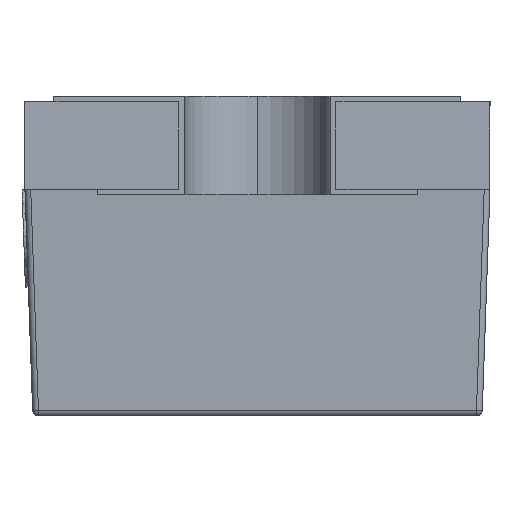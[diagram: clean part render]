
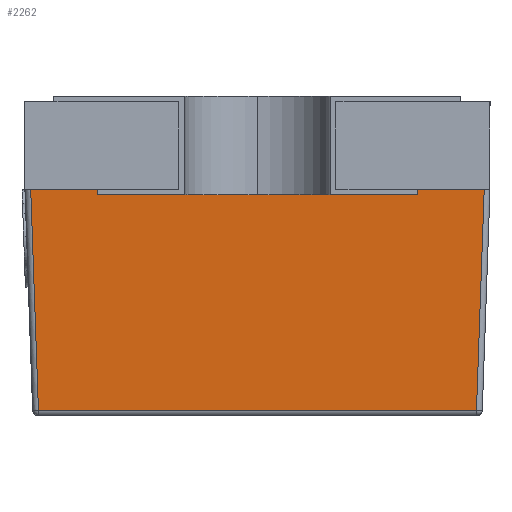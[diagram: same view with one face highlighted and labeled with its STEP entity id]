
A CAD part, left-side view. The second image highlights one B-rep face of the part: STEP entity #2262.
In plain terms, the highlighted planar face has unit normal (-0.999, 0, -0.035).
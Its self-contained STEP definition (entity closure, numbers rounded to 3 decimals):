
#462 = EDGE_CURVE ( 'NONE', #3163, #4276, #2762, .T. ) ;
#480 = CARTESIAN_POINT ( 'NONE',  ( -0.7, 0.77, 0.76 ) ) ;
#737 = CARTESIAN_POINT ( 'NONE',  ( -0.698, 0.768, 0.705 ) ) ;
#793 = EDGE_CURVE ( 'NONE', #1562, #7752, #12907, .T. ) ;
#799 = LINE ( 'NONE', #737, #5687 ) ;
#1290 = VERTEX_POINT ( 'NONE', #11705 ) ;
#1562 = VERTEX_POINT ( 'NONE', #10271 ) ;
#1610 = DIRECTION ( 'NONE',  ( 0.035, 0., -0.999 ) ) ;
#1818 = CARTESIAN_POINT ( 'NONE',  ( -0.7, -0.81, 0.76 ) ) ;
#1931 = CARTESIAN_POINT ( 'NONE',  ( -0.7, -0.79, 0.76 ) ) ;
#1976 = EDGE_CURVE ( 'NONE', #3075, #1562, #799, .T. ) ;
#2262 = ADVANCED_FACE ( 'NONE', ( #3340 ), #13218, .T. ) ;
#2762 = LINE ( 'NONE', #8196, #10831 ) ;
#2892 = LINE ( 'NONE', #5150, #13143 ) ;
#2945 = DIRECTION ( 'NONE',  ( 0.035, -0.035, -0.999 ) ) ;
#3075 = VERTEX_POINT ( 'NONE', #480 ) ;
#3163 = VERTEX_POINT ( 'NONE', #5983 ) ;
#3311 = LINE ( 'NONE', #11969, #8752 ) ;
#3340 = FACE_OUTER_BOUND ( 'NONE', #4161, .T. ) ;
#3636 = ORIENTED_EDGE ( 'NONE', *, *, #8595, .T. ) ;
#4142 = VERTEX_POINT ( 'NONE', #13170 ) ;
#4161 = EDGE_LOOP ( 'NONE', ( #6614, #8862, #5981, #6437, #3636, #7480, #11004, #12159 ) ) ;
#4270 = VECTOR ( 'NONE', #9478, 1000. ) ;
#4276 = VERTEX_POINT ( 'NONE', #6807 ) ;
#4810 = AXIS2_PLACEMENT_3D ( 'NONE', #1818, #13622, #1610 ) ;
#5034 = CARTESIAN_POINT ( 'NONE',  ( -0.673, -0.763, -0.001 ) ) ;
#5150 = CARTESIAN_POINT ( 'NONE',  ( -0.7, -0.79, 0.761 ) ) ;
#5449 = EDGE_CURVE ( 'NONE', #1290, #4142, #9336, .T. ) ;
#5687 = VECTOR ( 'NONE', #2945, 1000. ) ;
#5981 = ORIENTED_EDGE ( 'NONE', *, *, #8231, .T. ) ;
#5983 = CARTESIAN_POINT ( 'NONE',  ( -0.7, -0.43, 0.76 ) ) ;
#5986 = DIRECTION ( 'NONE',  ( -0.035, -0.035, 0.999 ) ) ;
#6437 = ORIENTED_EDGE ( 'NONE', *, *, #462, .T. ) ;
#6539 = DIRECTION ( 'NONE',  ( 0., 1., 0. ) ) ;
#6614 = ORIENTED_EDGE ( 'NONE', *, *, #793, .T. ) ;
#6807 = CARTESIAN_POINT ( 'NONE',  ( -0.699, -0.43, 0.74 ) ) ;
#7272 = LINE ( 'NONE', #10338, #4270 ) ;
#7424 = VERTEX_POINT ( 'NONE', #1931 ) ;
#7480 = ORIENTED_EDGE ( 'NONE', *, *, #5449, .F. ) ;
#7544 = CARTESIAN_POINT ( 'NONE',  ( -0.673, -0.783, -0.001 ) ) ;
#7752 = VERTEX_POINT ( 'NONE', #5034 ) ;
#8196 = CARTESIAN_POINT ( 'NONE',  ( -0.7, -0.43, 0.76 ) ) ;
#8231 = EDGE_CURVE ( 'NONE', #7424, #3163, #3311, .T. ) ;
#8595 = EDGE_CURVE ( 'NONE', #4276, #4142, #13248, .T. ) ;
#8736 = VECTOR ( 'NONE', #11820, 1000. ) ;
#8752 = VECTOR ( 'NONE', #6539, 1000. ) ;
#8862 = ORIENTED_EDGE ( 'NONE', *, *, #9929, .T. ) ;
#9336 = LINE ( 'NONE', #10486, #9774 ) ;
#9478 = DIRECTION ( 'NONE',  ( 0., 1., 0. ) ) ;
#9774 = VECTOR ( 'NONE', #13625, 1000. ) ;
#9929 = EDGE_CURVE ( 'NONE', #7752, #7424, #2892, .T. ) ;
#9952 = EDGE_CURVE ( 'NONE', #1290, #3075, #7272, .T. ) ;
#10271 = CARTESIAN_POINT ( 'NONE',  ( -0.673, 0.743, -0.001 ) ) ;
#10338 = CARTESIAN_POINT ( 'NONE',  ( -0.7, -0.81, 0.76 ) ) ;
#10352 = DIRECTION ( 'NONE',  ( 0.035, 0., -0.999 ) ) ;
#10486 = CARTESIAN_POINT ( 'NONE',  ( -0.7, -0.23, 0.76 ) ) ;
#10831 = VECTOR ( 'NONE', #10352, 1000. ) ;
#11004 = ORIENTED_EDGE ( 'NONE', *, *, #9952, .T. ) ;
#11115 = CARTESIAN_POINT ( 'NONE',  ( -0.699, -0.81, 0.74 ) ) ;
#11502 = VECTOR ( 'NONE', #12304, 1000. ) ;
#11705 = CARTESIAN_POINT ( 'NONE',  ( -0.7, -0.23, 0.76 ) ) ;
#11820 = DIRECTION ( 'NONE',  ( 0., -1., 0. ) ) ;
#11969 = CARTESIAN_POINT ( 'NONE',  ( -0.7, -0.81, 0.76 ) ) ;
#12159 = ORIENTED_EDGE ( 'NONE', *, *, #1976, .T. ) ;
#12304 = DIRECTION ( 'NONE',  ( 0., 1., 0. ) ) ;
#12907 = LINE ( 'NONE', #7544, #8736 ) ;
#13143 = VECTOR ( 'NONE', #5986, 1000. ) ;
#13170 = CARTESIAN_POINT ( 'NONE',  ( -0.699, -0.23, 0.74 ) ) ;
#13218 = PLANE ( 'NONE',  #4810 ) ;
#13248 = LINE ( 'NONE', #11115, #11502 ) ;
#13622 = DIRECTION ( 'NONE',  ( -0.999, 0., -0.035 ) ) ;
#13625 = DIRECTION ( 'NONE',  ( 0.035, 0., -0.999 ) ) ;
